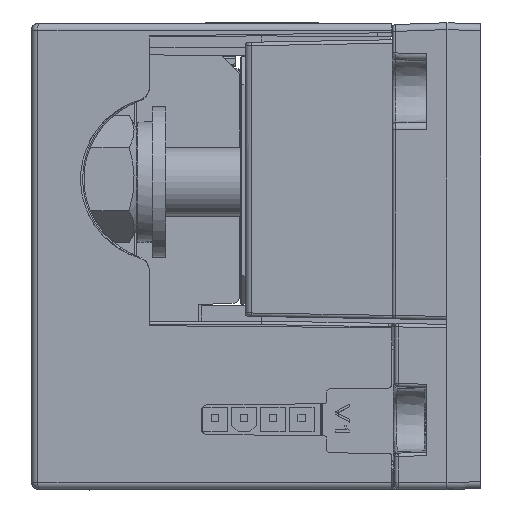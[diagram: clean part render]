
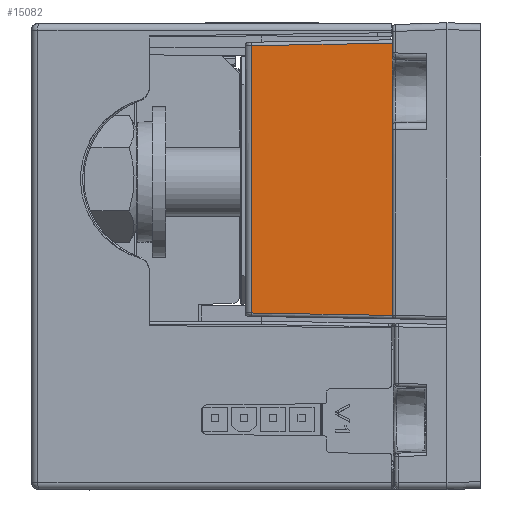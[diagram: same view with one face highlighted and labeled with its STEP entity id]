
A CAD part, left-side view. The second image highlights one B-rep face of the part: STEP entity #15082.
In plain terms, the highlighted planar face has unit normal (-1, 0.018, 0).
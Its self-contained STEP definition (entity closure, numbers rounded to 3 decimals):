
#4201=PLANE('',#49177);
#8400=LINE('',#78925,#12902);
#8402=LINE('',#78933,#12904);
#8523=LINE('',#79802,#13025);
#8524=LINE('',#79803,#13026);
#12902=VECTOR('',#60030,1.);
#12904=VECTOR('',#60038,1.);
#13025=VECTOR('',#60517,1.);
#13026=VECTOR('',#60518,1.);
#15082=ADVANCED_FACE('',(#17809),#4201,.T.);
#17809=FACE_OUTER_BOUND('',#20191,.T.);
#20191=EDGE_LOOP('',(#31632,#31633,#31634,#31635));
#31632=ORIENTED_EDGE('',*,*,#44306,.T.);
#31633=ORIENTED_EDGE('',*,*,#44573,.F.);
#31634=ORIENTED_EDGE('',*,*,#44310,.T.);
#31635=ORIENTED_EDGE('',*,*,#44574,.T.);
#37847=VERTEX_POINT('',#78905);
#37849=VERTEX_POINT('',#78926);
#37852=VERTEX_POINT('',#78934);
#37853=VERTEX_POINT('',#78935);
#44306=EDGE_CURVE('',#37847,#37849,#8400,.T.);
#44310=EDGE_CURVE('',#37852,#37853,#8402,.T.);
#44573=EDGE_CURVE('',#37852,#37849,#8523,.T.);
#44574=EDGE_CURVE('',#37853,#37847,#8524,.T.);
#49177=AXIS2_PLACEMENT_3D('',#79804,#60519,#60520);
#60030=DIRECTION('',(-0.017,-1.,-0.017));
#60038=DIRECTION('',(0.017,1.,-0.017));
#60517=DIRECTION('',(0.,0.,-1.));
#60518=DIRECTION('',(0.,0.,-1.));
#60519=DIRECTION('',(-1.,0.017,0.));
#60520=DIRECTION('',(-0.017,-1.,0.));
#78905=CARTESIAN_POINT('',(-59.632,29.765,3.698));
#78925=CARTESIAN_POINT('',(-59.983,9.664,3.347));
#78926=CARTESIAN_POINT('',(-59.989,9.318,3.341));
#78933=CARTESIAN_POINT('',(-59.983,9.662,42.957));
#78934=CARTESIAN_POINT('',(-59.989,9.318,42.963));
#78935=CARTESIAN_POINT('',(-59.632,29.765,42.606));
#79802=CARTESIAN_POINT('',(-59.989,9.318,23.202));
#79803=CARTESIAN_POINT('',(-59.632,29.765,23.202));
#79804=CARTESIAN_POINT('',(-59.989,9.318,23.202));
